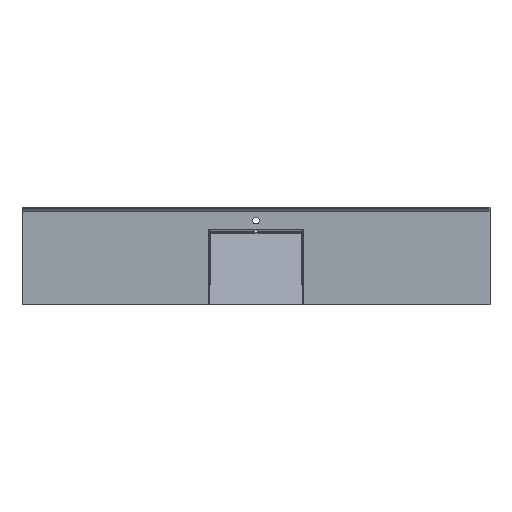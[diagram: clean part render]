
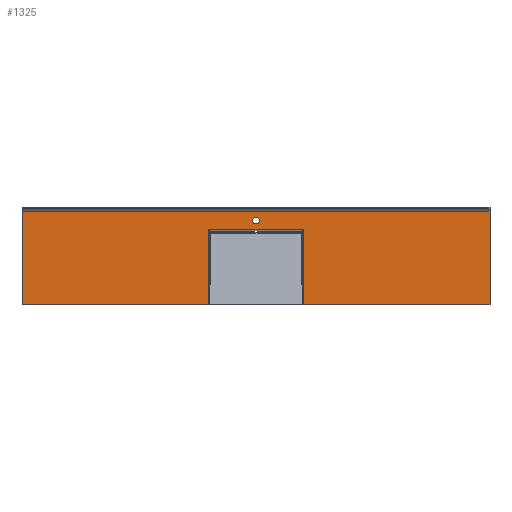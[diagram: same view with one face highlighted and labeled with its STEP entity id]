
A CAD part, front view. The second image highlights one B-rep face of the part: STEP entity #1325.
In plain terms, the highlighted planar face has unit normal (0, -1, 0).
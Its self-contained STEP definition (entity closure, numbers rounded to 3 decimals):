
#207 = CARTESIAN_POINT ( 'NONE',  ( 1200., 50., -519.57 ) ) ;
#274 = CARTESIAN_POINT ( 'NONE',  ( -853.181, 50., -117.153 ) ) ;
#275 = VECTOR ( 'NONE', #3240, 1000. ) ;
#416 = VECTOR ( 'NONE', #3529, 1000. ) ;
#456 = FACE_BOUND ( 'NONE', #1885, .T. ) ;
#516 = VERTEX_POINT ( 'NONE', #2648 ) ;
#630 = VERTEX_POINT ( 'NONE', #4046 ) ;
#683 = LINE ( 'NONE', #1876, #6947 ) ;
#818 = DIRECTION ( 'NONE',  ( 1., 0., 0. ) ) ;
#924 = VERTEX_POINT ( 'NONE', #7825 ) ;
#945 = VERTEX_POINT ( 'NONE', #2594 ) ;
#1217 = DIRECTION ( 'NONE',  ( 0., 0., -1. ) ) ;
#1325 = ADVANCED_FACE ( 'NONE', ( #456, #5203 ), #3241, .F. ) ;
#1342 = DIRECTION ( 'NONE',  ( 0., 0., -1. ) ) ;
#1770 = CIRCLE ( 'NONE', #2876, 17.5 ) ;
#1876 = CARTESIAN_POINT ( 'NONE',  ( -1850., 50., -580. ) ) ;
#1885 = EDGE_LOOP ( 'NONE', ( #8370, #1928 ) ) ;
#1928 = ORIENTED_EDGE ( 'NONE', *, *, #8267, .F. ) ;
#2007 = LINE ( 'NONE', #6618, #275 ) ;
#2086 = CARTESIAN_POINT ( 'NONE',  ( -853.181, 50., -12. ) ) ;
#2438 = LINE ( 'NONE', #3873, #5379 ) ;
#2506 = DIRECTION ( 'NONE',  ( 0., 0., 1. ) ) ;
#2594 = CARTESIAN_POINT ( 'NONE',  ( 650., 50., -22.57 ) ) ;
#2648 = CARTESIAN_POINT ( 'NONE',  ( -1850., 50., -22.57 ) ) ;
#2709 = LINE ( 'NONE', #4817, #6779 ) ;
#2786 = LINE ( 'NONE', #6780, #5793 ) ;
#2876 = AXIS2_PLACEMENT_3D ( 'NONE', #8259, #4963, #7608 ) ;
#3126 = CARTESIAN_POINT ( 'NONE',  ( 1200., 50., -12. ) ) ;
#3138 = CARTESIAN_POINT ( 'NONE',  ( 1200., 50., -519.57 ) ) ;
#3222 = LINE ( 'NONE', #3138, #3318 ) ;
#3240 = DIRECTION ( 'NONE',  ( -1., 0., 0. ) ) ;
#3241 = PLANE ( 'NONE',  #6206 ) ;
#3318 = VECTOR ( 'NONE', #4498, 1000. ) ;
#3323 = EDGE_CURVE ( 'NONE', #5688, #6596, #2786, .T. ) ;
#3494 = LINE ( 'NONE', #207, #7230 ) ;
#3515 = ORIENTED_EDGE ( 'NONE', *, *, #7195, .T. ) ;
#3529 = DIRECTION ( 'NONE',  ( 0., 0., 1. ) ) ;
#3710 = CARTESIAN_POINT ( 'NONE',  ( -1850., 50., -519.57 ) ) ;
#3775 = EDGE_CURVE ( 'NONE', #630, #6537, #1770, .T. ) ;
#3855 = ORIENTED_EDGE ( 'NONE', *, *, #7248, .T. ) ;
#3873 = CARTESIAN_POINT ( 'NONE',  ( 650., 50., 20. ) ) ;
#4046 = CARTESIAN_POINT ( 'NONE',  ( -600., 50., -88.5 ) ) ;
#4071 = CARTESIAN_POINT ( 'NONE',  ( -600., 50., -53.5 ) ) ;
#4073 = CARTESIAN_POINT ( 'NONE',  ( 650., 50., -519.57 ) ) ;
#4162 = CARTESIAN_POINT ( 'NONE',  ( -346.819, 50., -117.153 ) ) ;
#4351 = ORIENTED_EDGE ( 'NONE', *, *, #3323, .T. ) ;
#4476 = AXIS2_PLACEMENT_3D ( 'NONE', #6568, #8501, #1342 ) ;
#4498 = DIRECTION ( 'NONE',  ( 1., 0., 0. ) ) ;
#4651 = ORIENTED_EDGE ( 'NONE', *, *, #8416, .T. ) ;
#4727 = VERTEX_POINT ( 'NONE', #3710 ) ;
#4817 = CARTESIAN_POINT ( 'NONE',  ( -346.819, 50., -12. ) ) ;
#4871 = EDGE_CURVE ( 'NONE', #7547, #945, #2438, .T. ) ;
#4963 = DIRECTION ( 'NONE',  ( 0., -1., 0. ) ) ;
#5104 = DIRECTION ( 'NONE',  ( 0., 0., 1. ) ) ;
#5203 = FACE_OUTER_BOUND ( 'NONE', #6577, .T. ) ;
#5379 = VECTOR ( 'NONE', #5104, 1000. ) ;
#5395 = CARTESIAN_POINT ( 'NONE',  ( -346.819, 50., -519.57 ) ) ;
#5485 = DIRECTION ( 'NONE',  ( 1., 0., 0. ) ) ;
#5688 = VERTEX_POINT ( 'NONE', #274 ) ;
#5793 = VECTOR ( 'NONE', #818, 1000. ) ;
#6009 = VERTEX_POINT ( 'NONE', #5395 ) ;
#6112 = DIRECTION ( 'NONE',  ( 0., 0., -1. ) ) ;
#6206 = AXIS2_PLACEMENT_3D ( 'NONE', #3126, #7272, #2506 ) ;
#6240 = EDGE_CURVE ( 'NONE', #4727, #924, #3222, .T. ) ;
#6320 = ORIENTED_EDGE ( 'NONE', *, *, #6587, .T. ) ;
#6537 = VERTEX_POINT ( 'NONE', #4071 ) ;
#6568 = CARTESIAN_POINT ( 'NONE',  ( -600., 50., -71. ) ) ;
#6577 = EDGE_LOOP ( 'NONE', ( #7550, #7747, #3515, #8433, #3855, #4351, #6320, #4651 ) ) ;
#6587 = EDGE_CURVE ( 'NONE', #6596, #6009, #2709, .T. ) ;
#6596 = VERTEX_POINT ( 'NONE', #4162 ) ;
#6618 = CARTESIAN_POINT ( 'NONE',  ( -925., 50., -22.57 ) ) ;
#6686 = LINE ( 'NONE', #2086, #416 ) ;
#6779 = VECTOR ( 'NONE', #6112, 1000. ) ;
#6780 = CARTESIAN_POINT ( 'NONE',  ( -349.666, 50., -117.153 ) ) ;
#6947 = VECTOR ( 'NONE', #1217, 1000. ) ;
#7195 = EDGE_CURVE ( 'NONE', #516, #4727, #683, .T. ) ;
#7230 = VECTOR ( 'NONE', #5485, 1000. ) ;
#7248 = EDGE_CURVE ( 'NONE', #924, #5688, #6686, .T. ) ;
#7272 = DIRECTION ( 'NONE',  ( 0., 1., 0. ) ) ;
#7547 = VERTEX_POINT ( 'NONE', #4073 ) ;
#7550 = ORIENTED_EDGE ( 'NONE', *, *, #4871, .T. ) ;
#7608 = DIRECTION ( 'NONE',  ( 0., 0., -1. ) ) ;
#7747 = ORIENTED_EDGE ( 'NONE', *, *, #7901, .T. ) ;
#7825 = CARTESIAN_POINT ( 'NONE',  ( -853.181, 50., -519.57 ) ) ;
#7901 = EDGE_CURVE ( 'NONE', #945, #516, #2007, .T. ) ;
#8203 = CIRCLE ( 'NONE', #4476, 17.5 ) ;
#8259 = CARTESIAN_POINT ( 'NONE',  ( -600., 50., -71. ) ) ;
#8267 = EDGE_CURVE ( 'NONE', #6537, #630, #8203, .T. ) ;
#8370 = ORIENTED_EDGE ( 'NONE', *, *, #3775, .F. ) ;
#8416 = EDGE_CURVE ( 'NONE', #6009, #7547, #3494, .T. ) ;
#8433 = ORIENTED_EDGE ( 'NONE', *, *, #6240, .T. ) ;
#8501 = DIRECTION ( 'NONE',  ( 0., -1., 0. ) ) ;
